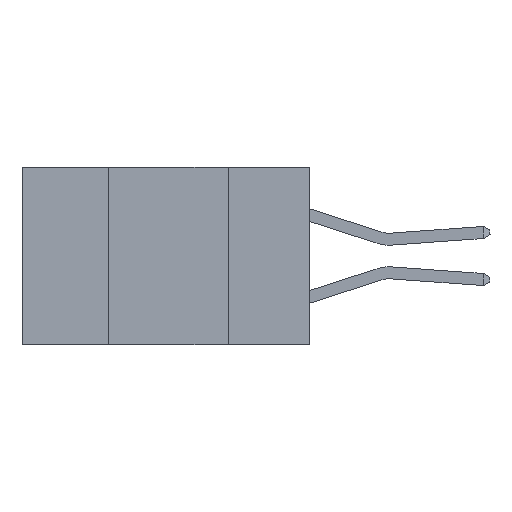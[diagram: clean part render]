
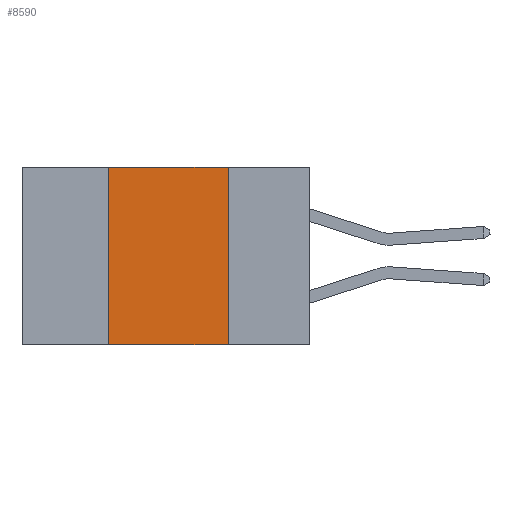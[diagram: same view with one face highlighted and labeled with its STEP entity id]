
A CAD part, left-side view. The second image highlights one B-rep face of the part: STEP entity #8590.
In plain terms, the highlighted planar face has unit normal (-1, 0, 0).
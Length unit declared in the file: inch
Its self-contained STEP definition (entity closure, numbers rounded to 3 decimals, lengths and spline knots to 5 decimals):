
#334 = ORIENTED_EDGE ( 'NONE', *, *, #930, .T. ) ;
#374 = DIRECTION ( 'NONE',  ( 1., 0., 0. ) ) ;
#379 = CARTESIAN_POINT ( 'NONE',  ( 0., 0.6, 0. ) ) ;
#501 = CARTESIAN_POINT ( 'NONE',  ( 0., 0.17, -0.37 ) ) ;
#782 = ORIENTED_EDGE ( 'NONE', *, *, #3458, .F. ) ;
#930 = EDGE_CURVE ( 'NONE', #11265, #15160, #1981, .T. ) ;
#1048 = DIRECTION ( 'NONE',  ( 0., 0., 1. ) ) ;
#1477 = DIRECTION ( 'NONE',  ( 0., -1., 0. ) ) ;
#1981 = LINE ( 'NONE', #11752, #12611 ) ;
#2357 = CARTESIAN_POINT ( 'NONE',  ( 0., 0.42, -0.37 ) ) ;
#3221 = LINE ( 'NONE', #13917, #8610 ) ;
#3458 = EDGE_CURVE ( 'NONE', #7158, #6332, #7472, .T. ) ;
#4100 = VECTOR ( 'NONE', #5511, 39.37008 ) ;
#4990 = EDGE_CURVE ( 'NONE', #11265, #7158, #3221, .T. ) ;
#5511 = DIRECTION ( 'NONE',  ( 0., -1., 0. ) ) ;
#5653 = AXIS2_PLACEMENT_3D ( 'NONE', #14397, #374, #7851 ) ;
#6307 = CARTESIAN_POINT ( 'NONE',  ( 0., 0.17, 0. ) ) ;
#6332 = VERTEX_POINT ( 'NONE', #6307 ) ;
#6517 = FACE_OUTER_BOUND ( 'NONE', #14540, .T. ) ;
#7158 = VERTEX_POINT ( 'NONE', #9937 ) ;
#7472 = LINE ( 'NONE', #379, #4100 ) ;
#7851 = DIRECTION ( 'NONE',  ( 0., 0., -1. ) ) ;
#7907 = PLANE ( 'NONE',  #5653 ) ;
#8590 = ADVANCED_FACE ( 'NONE', ( #6517 ), #7907, .F. ) ;
#8610 = VECTOR ( 'NONE', #1048, 39.37008 ) ;
#9444 = VECTOR ( 'NONE', #11477, 39.37008 ) ;
#9937 = CARTESIAN_POINT ( 'NONE',  ( 0., 0.42, 0. ) ) ;
#10973 = ORIENTED_EDGE ( 'NONE', *, *, #13360, .F. ) ;
#11065 = ORIENTED_EDGE ( 'NONE', *, *, #4990, .F. ) ;
#11265 = VERTEX_POINT ( 'NONE', #2357 ) ;
#11477 = DIRECTION ( 'NONE',  ( 0., 0., -1. ) ) ;
#11713 = CARTESIAN_POINT ( 'NONE',  ( 0., 0.17, 0. ) ) ;
#11752 = CARTESIAN_POINT ( 'NONE',  ( 0., 0.6, -0.37 ) ) ;
#12611 = VECTOR ( 'NONE', #1477, 39.37008 ) ;
#13360 = EDGE_CURVE ( 'NONE', #6332, #15160, #14616, .T. ) ;
#13917 = CARTESIAN_POINT ( 'NONE',  ( 0., 0.42, 0. ) ) ;
#14397 = CARTESIAN_POINT ( 'NONE',  ( 0., 0.6, 0. ) ) ;
#14540 = EDGE_LOOP ( 'NONE', ( #10973, #782, #11065, #334 ) ) ;
#14616 = LINE ( 'NONE', #11713, #9444 ) ;
#15160 = VERTEX_POINT ( 'NONE', #501 ) ;
